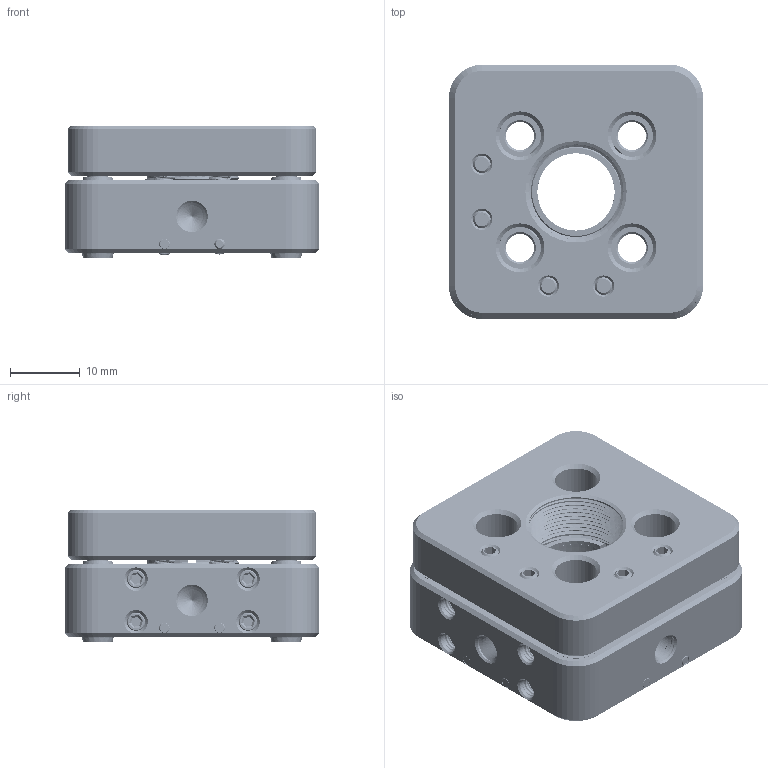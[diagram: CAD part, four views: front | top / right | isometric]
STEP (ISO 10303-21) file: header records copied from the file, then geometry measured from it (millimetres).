
FILE_DESCRIPTION((''),'2;1');
FILE_NAME('MC-T05_M_ASM','2023-05-13T11:15:59',('R&D'),(''),'CREO PARAMETRIC BY PTC INC, 2021063','CREO PARAMETRIC BY PTC INC, 2021063','');
FILE_SCHEMA(('CONFIG_CONTROL_DESIGN'));
Products named in the file (12): M3X6_HS; MC-T05_M_A1; SPRING_3X11_0_5; M2_5X5_HS; AXLE_1_5X8; SPRCE_6X1; AXLE_1_5X6; MC-T05_M5X11_5X0_25; MC-T05_M_A2; MC-T05_M5X0_25; CSK05; MC-T05_M_ASM
Assembly tree (33 placements, depth 2):
  MC-T05_M_ASM
    M3X6_HS  x8
    MC-T05_M_A1
    SPRING_3X11_0_5  x4
    M2_5X5_HS  x4
    AXLE_1_5X8  x4
    SPRCE_6X1
    AXLE_1_5X6  x2
    MC-T05_M5X11_5X0_25  x3
    MC-T05_M_A2
    MC-T05_M5X0_25  x3
    CSK05  x2
Bounding box: 36.32 x 36.32 x 18.93 mm (x, y, z)
Volume: 17193.6 mm3; surface area: 15646.4 mm2
Topology: 33 solids, 40 shells, 1990 faces, 5331 edges, 3405 vertices
Faces by surface type: cylinder 1042, bspline 346, plane 325, cone 239, torus 26, sphere 12
Entity records: 121759 total; most frequent: CARTESIAN_POINT 96786, ORIENTED_EDGE 5934, DIRECTION 3855, EDGE_CURVE 2969, VERTEX_POINT 1897, B_SPLINE_CURVE_WITH_KNOTS 1373, AXIS2_PLACEMENT_3D 1356, EDGE_LOOP 1168
